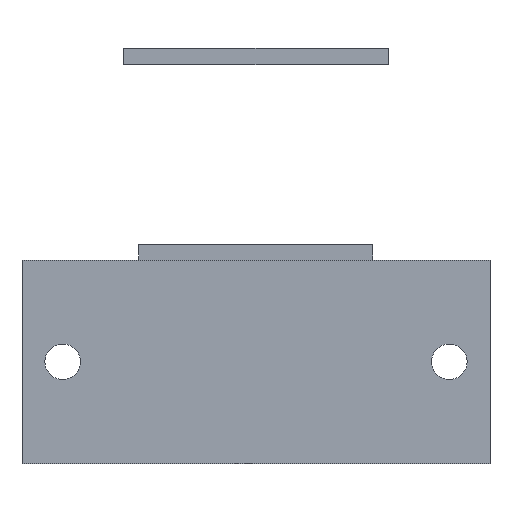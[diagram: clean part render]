
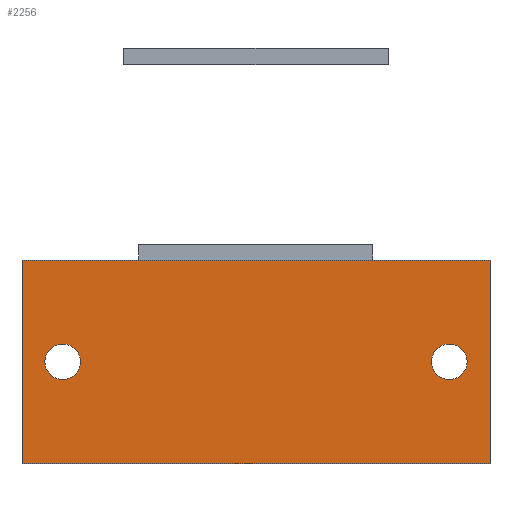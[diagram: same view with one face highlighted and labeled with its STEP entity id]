
A CAD part, front view. The second image highlights one B-rep face of the part: STEP entity #2256.
In plain terms, the highlighted planar face has unit normal (0, -1, 0).
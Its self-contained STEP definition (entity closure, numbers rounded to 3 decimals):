
#19 = CARTESIAN_POINT ( 'NONE',  ( -19., 0., -1.75 ) ) ;
#25 = CARTESIAN_POINT ( 'NONE',  ( -23., 0., 10. ) ) ;
#32 = CARTESIAN_POINT ( 'NONE',  ( 23., 0., -10. ) ) ;
#64 = CARTESIAN_POINT ( 'NONE',  ( -23., 0., -10. ) ) ;
#72 = CARTESIAN_POINT ( 'NONE',  ( 19., 0., 1.75 ) ) ;
#85 = CARTESIAN_POINT ( 'NONE',  ( 19., 0., -1.75 ) ) ;
#92 = CARTESIAN_POINT ( 'NONE',  ( -19., 0., 1.75 ) ) ;
#100 = CARTESIAN_POINT ( 'NONE',  ( 23., 0., 10. ) ) ;
#400 = VERTEX_POINT ( 'NONE', #72 ) ;
#419 = VERTEX_POINT ( 'NONE', #64 ) ;
#424 = VERTEX_POINT ( 'NONE', #92 ) ;
#432 = VERTEX_POINT ( 'NONE', #85 ) ;
#438 = VERTEX_POINT ( 'NONE', #100 ) ;
#441 = VERTEX_POINT ( 'NONE', #19 ) ;
#449 = VERTEX_POINT ( 'NONE', #32 ) ;
#457 = VERTEX_POINT ( 'NONE', #25 ) ;
#652 = AXIS2_PLACEMENT_3D ( 'NONE', #1633, #1635, #1622 ) ;
#656 = AXIS2_PLACEMENT_3D ( 'NONE', #1589, #1656, #1673 ) ;
#658 = CIRCLE ( 'NONE', #652, 1.75 ) ;
#672 = CIRCLE ( 'NONE', #656, 1.75 ) ;
#679 = VECTOR ( 'NONE', #1685, 1000. ) ;
#689 = VECTOR ( 'NONE', #1552, 1000. ) ;
#690 = AXIS2_PLACEMENT_3D ( 'NONE', #1556, #1555, #1629 ) ;
#696 = CIRCLE ( 'NONE', #690, 1.75 ) ;
#844 = EDGE_CURVE ( 'NONE', #441, #424, #696, .T. ) ;
#857 = EDGE_CURVE ( 'NONE', #424, #441, #672, .T. ) ;
#865 = EDGE_CURVE ( 'NONE', #438, #449, #1883, .T. ) ;
#876 = EDGE_CURVE ( 'NONE', #419, #449, #1851, .T. ) ;
#878 = EDGE_CURVE ( 'NONE', #432, #400, #658, .T. ) ;
#906 = FACE_BOUND ( 'NONE', #1907, .T. ) ;
#910 = FACE_OUTER_BOUND ( 'NONE', #1903, .T. ) ;
#939 = FACE_BOUND ( 'NONE', #1906, .T. ) ;
#966 = LINE ( 'NONE', #1319, #1414 ) ;
#968 = LINE ( 'NONE', #2182, #1417 ) ;
#1254 = ORIENTED_EDGE ( 'NONE', *, *, #2249, .T. ) ;
#1261 = ORIENTED_EDGE ( 'NONE', *, *, #878, .T. ) ;
#1313 = CARTESIAN_POINT ( 'NONE',  ( -23., 0., 10. ) ) ;
#1315 = DIRECTION ( 'NONE',  ( 0., 1., 0. ) ) ;
#1319 = CARTESIAN_POINT ( 'NONE',  ( -23., 0., 10. ) ) ;
#1338 = DIRECTION ( 'NONE',  ( 1., 0., 0. ) ) ;
#1344 = DIRECTION ( 'NONE',  ( -1., 0., 0. ) ) ;
#1362 = DIRECTION ( 'NONE',  ( 0., 0., -1. ) ) ;
#1365 = PLANE ( 'NONE',  #1418 ) ;
#1402 = CIRCLE ( 'NONE', #1411, 1.75 ) ;
#1411 = AXIS2_PLACEMENT_3D ( 'NONE', #2173, #2184, #2183 ) ;
#1414 = VECTOR ( 'NONE', #1362, 1000. ) ;
#1417 = VECTOR ( 'NONE', #1338, 1000. ) ;
#1418 = AXIS2_PLACEMENT_3D ( 'NONE', #1313, #1315, #1344 ) ;
#1552 = DIRECTION ( 'NONE',  ( 0., 0., -1. ) ) ;
#1555 = DIRECTION ( 'NONE',  ( 0., 1., 0. ) ) ;
#1556 = CARTESIAN_POINT ( 'NONE',  ( -19., 0., 0. ) ) ;
#1589 = CARTESIAN_POINT ( 'NONE',  ( -19., 0., 0. ) ) ;
#1622 = DIRECTION ( 'NONE',  ( 0., 0., 1. ) ) ;
#1629 = DIRECTION ( 'NONE',  ( 0., 0., 1. ) ) ;
#1633 = CARTESIAN_POINT ( 'NONE',  ( 19., 0., 0. ) ) ;
#1635 = DIRECTION ( 'NONE',  ( 0., 1., 0. ) ) ;
#1656 = DIRECTION ( 'NONE',  ( 0., 1., 0. ) ) ;
#1663 = CARTESIAN_POINT ( 'NONE',  ( 23., 0., 10. ) ) ;
#1673 = DIRECTION ( 'NONE',  ( 0., 0., 1. ) ) ;
#1685 = DIRECTION ( 'NONE',  ( 1., 0., 0. ) ) ;
#1687 = CARTESIAN_POINT ( 'NONE',  ( -23., 0., -10. ) ) ;
#1851 = LINE ( 'NONE', #1687, #679 ) ;
#1883 = LINE ( 'NONE', #1663, #689 ) ;
#1903 = EDGE_LOOP ( 'NONE', ( #2012, #2011, #2013, #2014 ) ) ;
#1906 = EDGE_LOOP ( 'NONE', ( #1261, #1254 ) ) ;
#1907 = EDGE_LOOP ( 'NONE', ( #2016, #2015 ) ) ;
#2011 = ORIENTED_EDGE ( 'NONE', *, *, #865, .F. ) ;
#2012 = ORIENTED_EDGE ( 'NONE', *, *, #876, .T. ) ;
#2013 = ORIENTED_EDGE ( 'NONE', *, *, #2250, .F. ) ;
#2014 = ORIENTED_EDGE ( 'NONE', *, *, #2255, .T. ) ;
#2015 = ORIENTED_EDGE ( 'NONE', *, *, #857, .T. ) ;
#2016 = ORIENTED_EDGE ( 'NONE', *, *, #844, .T. ) ;
#2173 = CARTESIAN_POINT ( 'NONE',  ( 19., 0., 0. ) ) ;
#2182 = CARTESIAN_POINT ( 'NONE',  ( -23., 0., 10. ) ) ;
#2183 = DIRECTION ( 'NONE',  ( 0., 0., 1. ) ) ;
#2184 = DIRECTION ( 'NONE',  ( 0., 1., 0. ) ) ;
#2249 = EDGE_CURVE ( 'NONE', #400, #432, #1402, .T. ) ;
#2250 = EDGE_CURVE ( 'NONE', #457, #438, #968, .T. ) ;
#2255 = EDGE_CURVE ( 'NONE', #457, #419, #966, .T. ) ;
#2256 = ADVANCED_FACE ( 'NONE', ( #906, #910, #939 ), #1365, .F. ) ;
